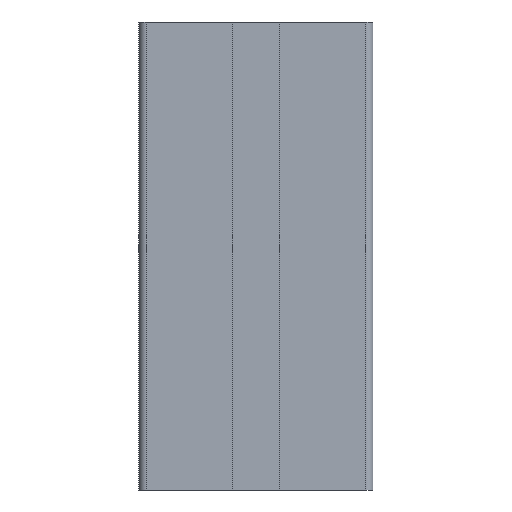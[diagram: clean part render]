
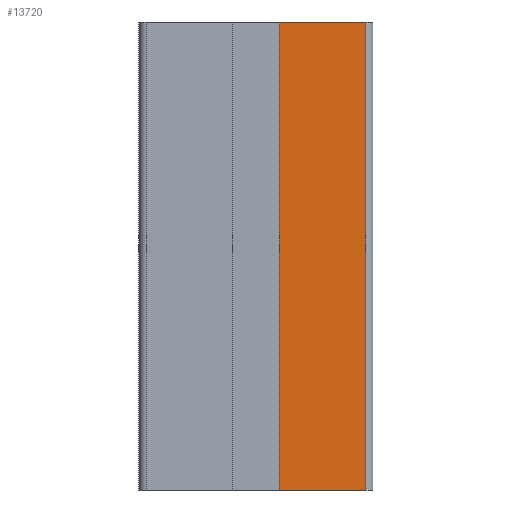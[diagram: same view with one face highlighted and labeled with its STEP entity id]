
A CAD part, front view. The second image highlights one B-rep face of the part: STEP entity #13720.
In plain terms, the highlighted planar face has unit normal (0, -1, 0).
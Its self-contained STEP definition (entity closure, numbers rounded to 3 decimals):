
#3870=CARTESIAN_POINT('',(30.,0.,0.));
#3880=VERTEX_POINT('',#3870);
#3910=CARTESIAN_POINT('',(30.,0.,0.));
#3920=DIRECTION('',(1.,0.,0.));
#3930=VECTOR('',#3920,1.);
#3940=LINE('',#3910,#3930);
#3950=CARTESIAN_POINT('',(48.4,0.,0.));
#3960=VERTEX_POINT('',#3950);
#3970=EDGE_CURVE('',#3880,#3960,#3940,.T.);
#5930=CARTESIAN_POINT('',(48.4,0.,100.));
#5940=VERTEX_POINT('',#5930);
#5990=CARTESIAN_POINT('',(30.,0.,100.));
#6000=DIRECTION('',(1.,0.,0.));
#6010=VECTOR('',#6000,1.);
#6020=LINE('',#5990,#6010);
#6030=CARTESIAN_POINT('',(30.,0.,100.));
#6040=VERTEX_POINT('',#6030);
#6050=EDGE_CURVE('',#6040,#5940,#6020,.T.);
#13510=CARTESIAN_POINT('',(50.,0.,0.));
#13520=DIRECTION('',(-0.,-1.,-0.));
#13530=DIRECTION('',(-1.,0.,0.));
#13540=AXIS2_PLACEMENT_3D('',#13510,#13520,#13530);
#13550=PLANE('',#13540);
#13560=ORIENTED_EDGE('',*,*,#3970,.T.);
#13570=CARTESIAN_POINT('',(30.,0.,0.));
#13580=DIRECTION('',(0.,0.,1.));
#13590=VECTOR('',#13580,1.);
#13600=LINE('',#13570,#13590);
#13610=EDGE_CURVE('',#3880,#6040,#13600,.T.);
#13620=ORIENTED_EDGE('',*,*,#13610,.F.);
#13630=ORIENTED_EDGE('',*,*,#6050,.F.);
#13640=CARTESIAN_POINT('',(48.4,0.,0.));
#13650=DIRECTION('',(0.,0.,1.));
#13660=VECTOR('',#13650,1.);
#13670=LINE('',#13640,#13660);
#13680=EDGE_CURVE('',#3960,#5940,#13670,.T.);
#13690=ORIENTED_EDGE('',*,*,#13680,.T.);
#13700=EDGE_LOOP('',(#13690,#13630,#13620,#13560));
#13710=FACE_OUTER_BOUND('',#13700,.T.);
#13720=ADVANCED_FACE('',(#13710),#13550,.T.);
